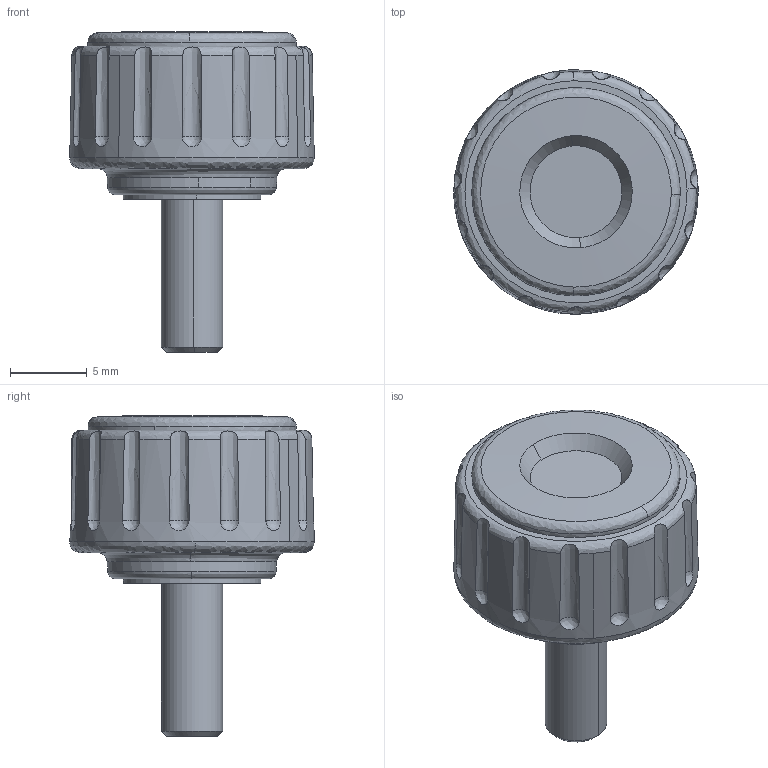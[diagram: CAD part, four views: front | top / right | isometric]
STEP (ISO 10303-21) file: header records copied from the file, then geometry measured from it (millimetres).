
FILE_DESCRIPTION((''),'2;1');
FILE_NAME('','2005-07-15T10:28:11',(''),(''),'','CADfix','');
FILE_SCHEMA(('AUTOMOTIVE_DESIGN'));
Length unit declared in the file: millimetre
Products named in the file (3): screw; knob; KDMS_16_M4_10_WH_2951_36
Assembly tree (2 placements, depth 2):
  KDMS_16_M4_10_WH_2951_36
    screw
    knob
Bounding box: 15.97 x 15.97 x 20.96 mm (x, y, z)
Volume: 1945.2 mm3; surface area: 1246.1 mm2
Topology: 2 solids, 2 shells, 68 faces, 209 edges, 151 vertices
Faces by surface type: bspline 68
Entity records: 4337 total; most frequent: CARTESIAN_POINT 3166, ORIENTED_EDGE 418, EDGE_CURVE 209, VERTEX_POINT 151, EDGE_LOOP 74, FACE_OUTER_BOUND 68, ADVANCED_FACE 68, QUASI_UNIFORM_CURVE 48
